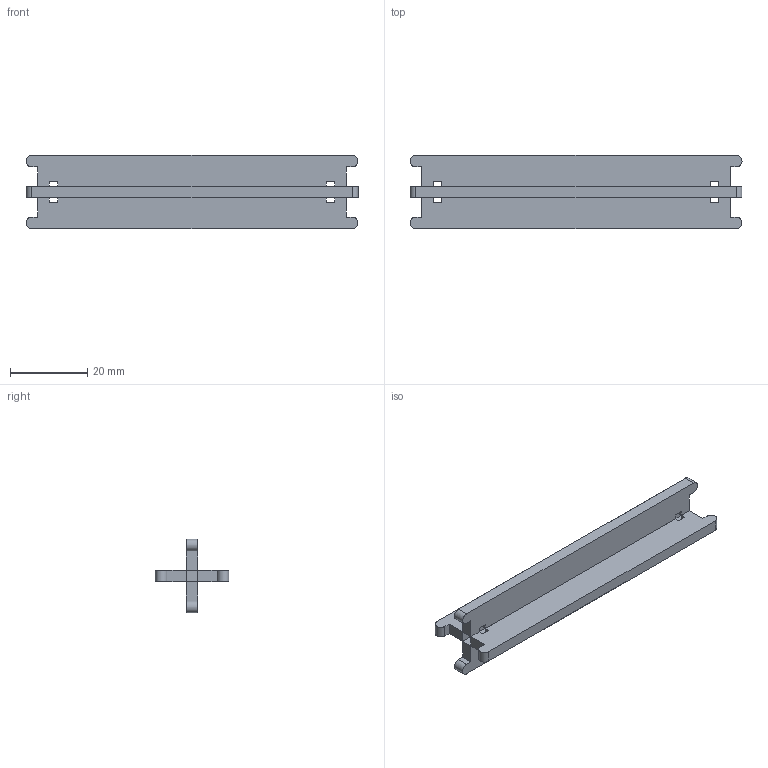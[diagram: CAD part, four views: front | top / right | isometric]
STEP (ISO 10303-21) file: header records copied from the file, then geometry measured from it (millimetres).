
FILE_DESCRIPTION(/* description */ (''),/* implementation_level */ '2;1');
FILE_NAME(/* name */ 'spacer',/* time_stamp */ '2017-05-16T14:33:46+02:00',/* author */ (''),/* organization */ (''),/* preprocessor_version */ 'ST-DEVELOPER v15',/* originating_system */ '',/* authorisation */ '');
FILE_SCHEMA (('AUTOMOTIVE_DESIGN'));
Length unit declared in the file: millimetre
Products named in the file (1): Document
Bounding box: 85.99 x 19 x 19 mm (x, y, z)
Volume: 8353.3 mm3; surface area: 7528.1 mm2
Topology: 2 solids, 2 shells, 76 faces, 216 edges, 144 vertices
Faces by surface type: bspline 72, plane 4
Entity records: 2363 total; most frequent: CARTESIAN_POINT 1286, ORIENTED_EDGE 432, EDGE_CURVE 216, VERTEX_POINT 144, ADVANCED_FACE 76, FACE_OUTER_BOUND 76, EDGE_LOOP 76, DIRECTION 8
